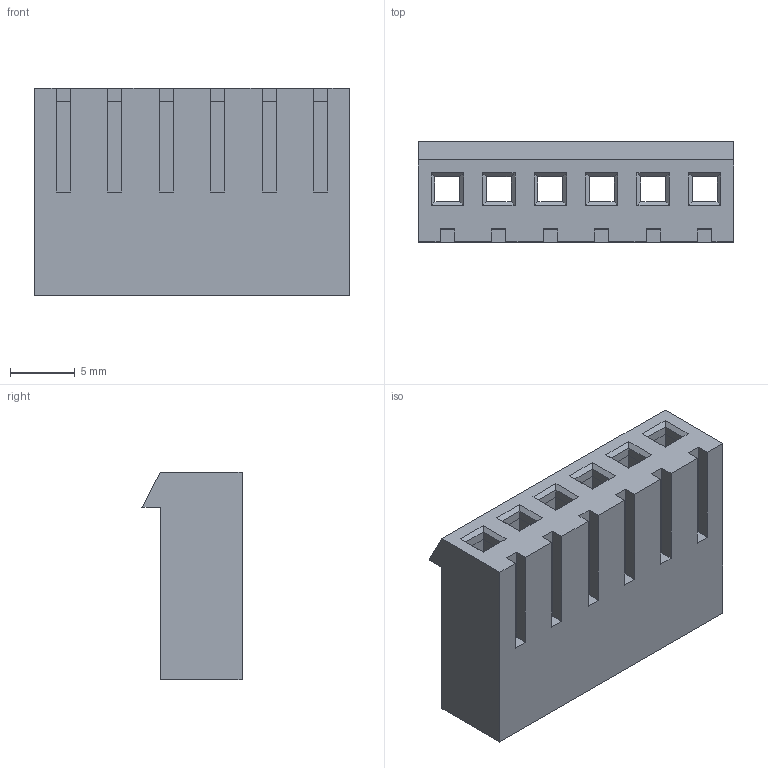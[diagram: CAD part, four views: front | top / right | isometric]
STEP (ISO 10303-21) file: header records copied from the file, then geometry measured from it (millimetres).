
FILE_DESCRIPTION( ( 'Unknown' ), '1' );
FILE_NAME( '645006113322.stp', 'Unknown', ( 'Unknown' ), ( 'Unknown' ), 'PSStep 18.0.17', 'Unknown', ' ' );
FILE_SCHEMA( ( 'AUTOMOTIVE_DESIGN { 1 0 10303 214 1 1 1 1 }' ) );
Length unit declared in the file: millimetre
Products named in the file (2): Assem1; 645006113322
Assembly tree (1 placements, depth 2):
  Assem1
    645006113322
Bounding box: 24.27 x 7.7 x 16 mm (x, y, z)
Volume: 1483.8 mm3; surface area: 2641.5 mm2
Topology: 1 solids, 1 shells, 182 faces, 522 edges, 336 vertices
Faces by surface type: plane 182
Entity records: 7320 total; most frequent: ORIENTED_EDGE 1044, CARTESIAN_POINT 1042, DIRECTION 890, EDGE_CURVE 522, LINE 522, VECTOR 522, VERTEX_POINT 336, EDGE_LOOP 200
